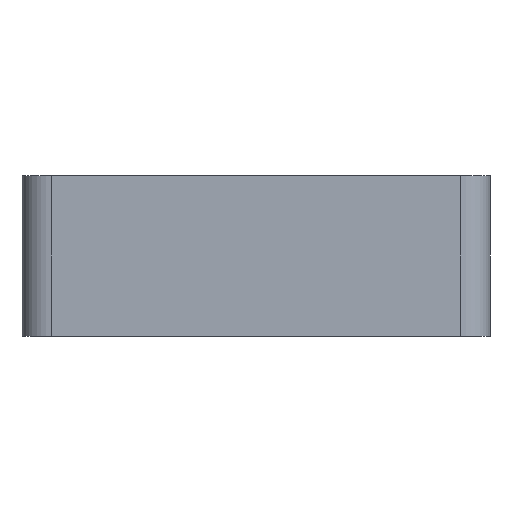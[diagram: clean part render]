
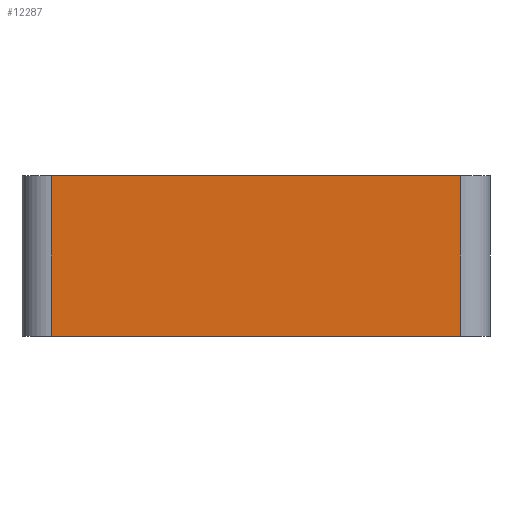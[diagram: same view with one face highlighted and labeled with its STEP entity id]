
A CAD part, front view. The second image highlights one B-rep face of the part: STEP entity #12287.
In plain terms, the highlighted planar face has unit normal (0, -1, 0).
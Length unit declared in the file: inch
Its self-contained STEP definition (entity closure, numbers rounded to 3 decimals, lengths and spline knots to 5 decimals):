
#194=PLANE('',#12882);
#758=FACE_OUTER_BOUND('',#1392,.T.);
#1392=EDGE_LOOP('',(#9398,#9399,#9400,#9401));
#2759=LINE('',#17781,#4545);
#2760=LINE('',#17784,#4546);
#2761=LINE('',#17786,#4547);
#2762=LINE('',#17787,#4548);
#4545=VECTOR('',#14181,0.3937);
#4546=VECTOR('',#14184,0.3937);
#4547=VECTOR('',#14185,0.3937);
#4548=VECTOR('',#14186,0.3937);
#6306=VERTEX_POINT('',#17774);
#6309=VERTEX_POINT('',#17779);
#6310=VERTEX_POINT('',#17783);
#6311=VERTEX_POINT('',#17785);
#7549=EDGE_CURVE('',#6309,#6306,#2759,.T.);
#7550=EDGE_CURVE('',#6309,#6310,#2760,.T.);
#7551=EDGE_CURVE('',#6311,#6310,#2761,.T.);
#7552=EDGE_CURVE('',#6306,#6311,#2762,.T.);
#9398=ORIENTED_EDGE('',*,*,#7549,.F.);
#9399=ORIENTED_EDGE('',*,*,#7550,.T.);
#9400=ORIENTED_EDGE('',*,*,#7551,.F.);
#9401=ORIENTED_EDGE('',*,*,#7552,.F.);
#12287=ADVANCED_FACE('',(#758),#194,.T.);
#12882=AXIS2_PLACEMENT_3D('',#17782,#14182,#14183);
#14181=DIRECTION('',(0.,0.,1.));
#14182=DIRECTION('center_axis',(0.,-1.,0.));
#14183=DIRECTION('ref_axis',(1.,0.,0.));
#14184=DIRECTION('',(1.,0.,0.));
#14185=DIRECTION('',(0.,0.,-1.));
#14186=DIRECTION('',(1.,0.,0.));
#17774=CARTESIAN_POINT('',(0.25,-0.25,2.75));
#17779=CARTESIAN_POINT('',(0.25,-0.25,0.));
#17781=CARTESIAN_POINT('',(0.25,-0.25,0.));
#17782=CARTESIAN_POINT('Origin',(-0.25,-0.25,0.));
#17783=CARTESIAN_POINT('',(7.25,-0.25,0.));
#17784=CARTESIAN_POINT('',(-0.25,-0.25,0.));
#17785=CARTESIAN_POINT('',(7.25,-0.25,2.75));
#17786=CARTESIAN_POINT('',(7.25,-0.25,0.));
#17787=CARTESIAN_POINT('',(-0.25,-0.25,2.75));
